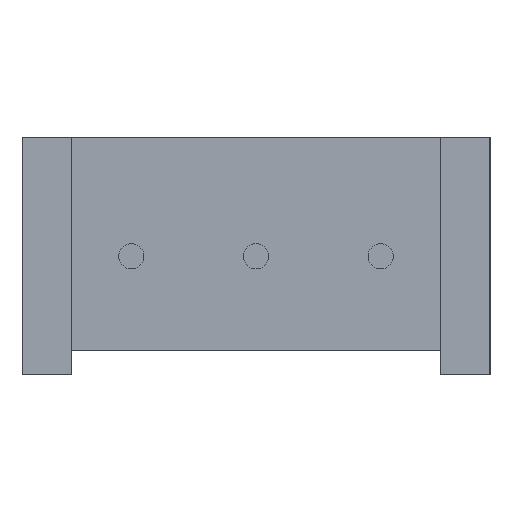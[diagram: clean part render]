
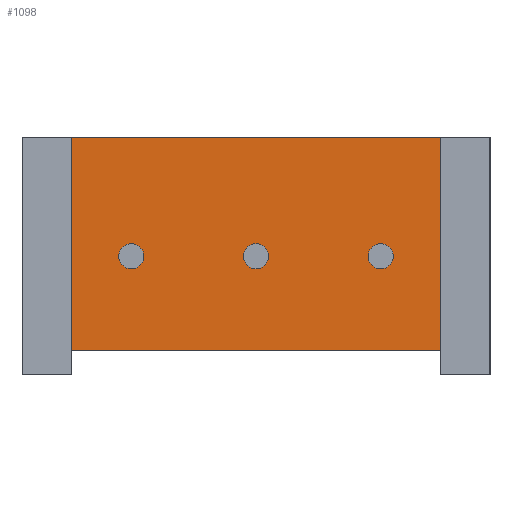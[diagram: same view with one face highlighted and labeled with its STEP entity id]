
A CAD part, front view. The second image highlights one B-rep face of the part: STEP entity #1098.
In plain terms, the highlighted planar face has unit normal (0, -1, 0).
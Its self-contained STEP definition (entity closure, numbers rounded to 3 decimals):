
#42 = LINE ( 'NONE', #582, #998 ) ;
#129 = ORIENTED_EDGE ( 'NONE', *, *, #500, .T. ) ;
#180 = DIRECTION ( 'NONE',  ( 0., 0., 1. ) ) ;
#184 = DIRECTION ( 'NONE',  ( 0., 0., -1. ) ) ;
#191 = PLANE ( 'NONE',  #338 ) ;
#197 = EDGE_LOOP ( 'NONE', ( #1023, #129, #861, #1107 ) ) ;
#207 = LINE ( 'NONE', #480, #708 ) ;
#243 = LINE ( 'NONE', #602, #1130 ) ;
#290 = EDGE_CURVE ( 'NONE', #1053, #681, #207, .T. ) ;
#292 = CARTESIAN_POINT ( 'NONE',  ( -3.765, 0.38, -2.41 ) ) ;
#338 = AXIS2_PLACEMENT_3D ( 'NONE', #292, #1027, #184 ) ;
#348 = VERTEX_POINT ( 'NONE', #580 ) ;
#458 = LINE ( 'NONE', #738, #1153 ) ;
#480 = CARTESIAN_POINT ( 'NONE',  ( -3.765, 0.38, -1.91 ) ) ;
#500 = EDGE_CURVE ( 'NONE', #1053, #1176, #458, .T. ) ;
#522 = FACE_OUTER_BOUND ( 'NONE', #197, .T. ) ;
#530 = EDGE_CURVE ( 'NONE', #681, #348, #42, .T. ) ;
#566 = CARTESIAN_POINT ( 'NONE',  ( 3.765, 0.38, -1.91 ) ) ;
#580 = CARTESIAN_POINT ( 'NONE',  ( -3.765, 0.38, 2.42 ) ) ;
#582 = CARTESIAN_POINT ( 'NONE',  ( -3.765, 0.38, -2.41 ) ) ;
#602 = CARTESIAN_POINT ( 'NONE',  ( -3.765, 0.38, 2.42 ) ) ;
#619 = EDGE_CURVE ( 'NONE', #348, #1176, #243, .T. ) ;
#681 = VERTEX_POINT ( 'NONE', #976 ) ;
#705 = DIRECTION ( 'NONE',  ( 1., 0., 0. ) ) ;
#708 = VECTOR ( 'NONE', #855, 1000. ) ;
#738 = CARTESIAN_POINT ( 'NONE',  ( 3.765, 0.38, -2.41 ) ) ;
#855 = DIRECTION ( 'NONE',  ( -1., 0., 0. ) ) ;
#861 = ORIENTED_EDGE ( 'NONE', *, *, #619, .F. ) ;
#862 = DIRECTION ( 'NONE',  ( 0., 0., 1. ) ) ;
#976 = CARTESIAN_POINT ( 'NONE',  ( -3.765, 0.38, -1.91 ) ) ;
#998 = VECTOR ( 'NONE', #862, 1000. ) ;
#1023 = ORIENTED_EDGE ( 'NONE', *, *, #290, .F. ) ;
#1027 = DIRECTION ( 'NONE',  ( 0., -1., 0. ) ) ;
#1053 = VERTEX_POINT ( 'NONE', #566 ) ;
#1098 = ADVANCED_FACE ( 'NONE', ( #522 ), #191, .T. ) ;
#1107 = ORIENTED_EDGE ( 'NONE', *, *, #530, .F. ) ;
#1130 = VECTOR ( 'NONE', #705, 1000. ) ;
#1149 = CARTESIAN_POINT ( 'NONE',  ( 3.765, 0.38, 2.42 ) ) ;
#1153 = VECTOR ( 'NONE', #180, 1000. ) ;
#1176 = VERTEX_POINT ( 'NONE', #1149 ) ;
